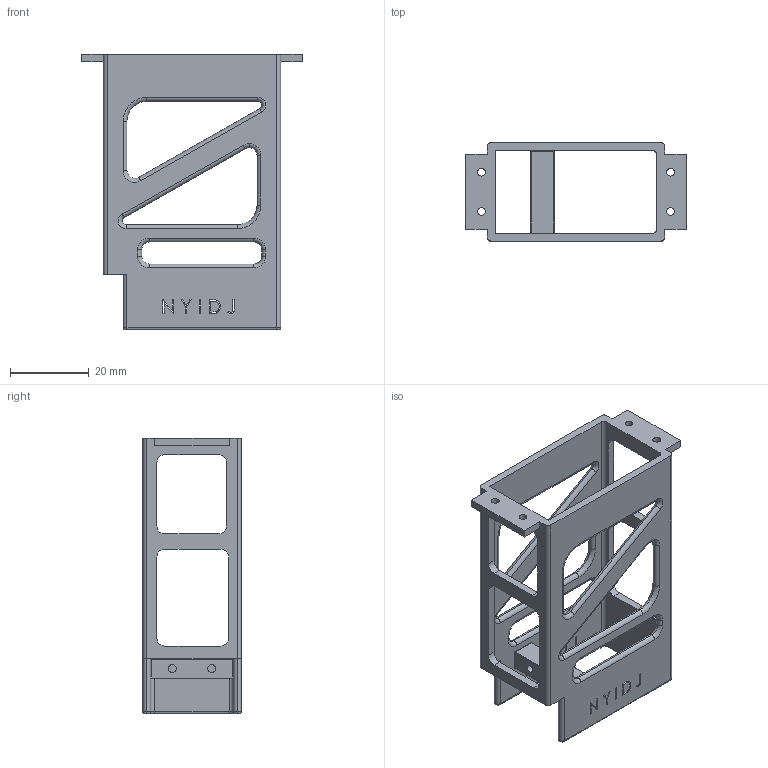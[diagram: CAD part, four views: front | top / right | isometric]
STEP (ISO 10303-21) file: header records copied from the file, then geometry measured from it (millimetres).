
FILE_DESCRIPTION (( 'STEP AP203' ), '1' );
FILE_NAME ('upper_arm2_Default_sldprt.STEP', '2021-10-27T16:36:58', ( '' ), ( '' ), 'SwSTEP 2.0', 'SolidWorks 2021', '' );
FILE_SCHEMA (( 'CONFIG_CONTROL_DESIGN' ));
Length unit declared in the file: millimetre
Products named in the file (1): upper_arm2_Default_sldprt
Bounding box: 56 x 25 x 70 mm (x, y, z)
Volume: 11410.2 mm3; surface area: 13459.7 mm2
Topology: 3 solids, 3 shells, 289 faces, 780 edges, 496 vertices
Faces by surface type: plane 109, cylinder 96, torus 60, bspline 24
Entity records: 10443 total; most frequent: CARTESIAN_POINT 2934, ORIENTED_EDGE 1560, DIRECTION 1544, EDGE_CURVE 780, AXIS2_PLACEMENT_3D 546, VERTEX_POINT 496, LINE 452, VECTOR 452
